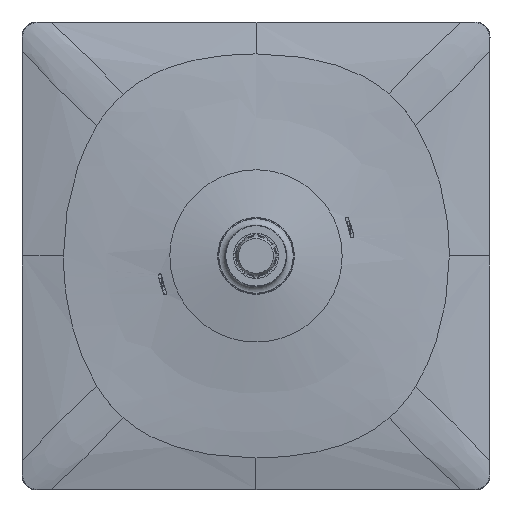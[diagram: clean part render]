
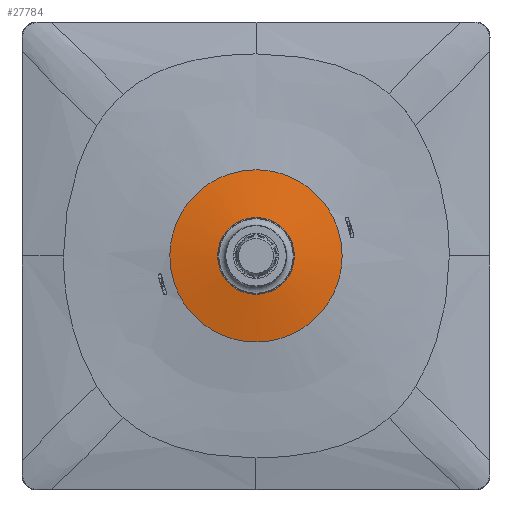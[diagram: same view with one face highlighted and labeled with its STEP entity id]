
A CAD part, top view. The second image highlights one B-rep face of the part: STEP entity #27784.
In plain terms, the highlighted toroidal (fillet/blend) face has major radius 7.875 mm and minor radius 289.337 mm.
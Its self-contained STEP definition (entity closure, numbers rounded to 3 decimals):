
#18=DEGENERATE_TOROIDAL_SURFACE('',#31480,7.875,289.337,
 .F.);
#5363=B_SPLINE_CURVE_WITH_KNOTS('',3,(#97338,#97339,#97340,#97341,#97342,
#97343,#97344),.UNSPECIFIED.,.F.,.F.,(4,1,1,1,4),(0.,0.25,0.5,0.75,1.),
 .UNSPECIFIED.);
#5364=B_SPLINE_CURVE_WITH_KNOTS('',3,(#97347,#97348,#97349,#97350,#97351,
#97352,#97353,#97354,#97355,#97356,#97357),.UNSPECIFIED.,.F.,.F.,(4,1,1,
1,1,1,1,1,4),(0.,0.125,0.25,0.375,0.5,0.625,0.75,0.875,1.),
 .UNSPECIFIED.);
#5365=B_SPLINE_CURVE_WITH_KNOTS('',3,(#97359,#97360,#97361,#97362,#97363,
#97364,#97365),.UNSPECIFIED.,.F.,.F.,(4,1,1,1,4),(0.,0.25,0.5,0.75,1.),
 .UNSPECIFIED.);
#12374=ORIENTED_EDGE('',*,*,#17125,.T.);
#12375=ORIENTED_EDGE('',*,*,#17126,.T.);
#12376=ORIENTED_EDGE('',*,*,#17127,.T.);
#12377=ORIENTED_EDGE('',*,*,#17128,.T.);
#17125=EDGE_CURVE('',#21481,#21481,#22236,.F.);
#17126=EDGE_CURVE('',#21482,#21483,#5363,.T.);
#17127=EDGE_CURVE('',#21483,#21484,#5364,.T.);
#17128=EDGE_CURVE('',#21484,#21482,#5365,.T.);
#21481=VERTEX_POINT('',#97336);
#21482=VERTEX_POINT('',#97345);
#21483=VERTEX_POINT('',#97346);
#21484=VERTEX_POINT('',#97358);
#22236=CIRCLE('',#31479,25.425);
#24461=EDGE_LOOP('',(#12374));
#24462=EDGE_LOOP('',(#12375,#12376,#12377));
#26711=FACE_BOUND('',#24461,.T.);
#26712=FACE_BOUND('',#24462,.T.);
#27784=ADVANCED_FACE('',(#26711,#26712),#18,.F.);
#31479=AXIS2_PLACEMENT_3D('',#97335,#35961,#35962);
#31480=AXIS2_PLACEMENT_3D('',#97337,#35963,#35964);
#35961=DIRECTION('',(0.,0.,1.));
#35962=DIRECTION('',(1.,0.,0.));
#35963=DIRECTION('',(0.,0.,1.));
#35964=DIRECTION('',(0.,-1.,0.));
#97335=CARTESIAN_POINT('',(0.,0.002,31.552));
#97336=CARTESIAN_POINT('',(25.425,0.002,31.552));
#97337=CARTESIAN_POINT('',(0.,0.002,-255.862));
#97338=CARTESIAN_POINT('',(0.002,57.048,26.097));
#97339=CARTESIAN_POINT('',(-7.466,57.048,26.097));
#97340=CARTESIAN_POINT('',(-22.397,54.078,26.097));
#97341=CARTESIAN_POINT('',(-41.388,41.39,26.097));
#97342=CARTESIAN_POINT('',(-54.077,22.4,26.097));
#97343=CARTESIAN_POINT('',(-57.047,7.468,26.097));
#97344=CARTESIAN_POINT('',(-57.047,0.,26.097));
#97345=CARTESIAN_POINT('',(0.002,57.047,26.096));
#97346=CARTESIAN_POINT('',(-57.046,0.,26.096));
#97347=CARTESIAN_POINT('',(-57.047,0.,26.097));
#97348=CARTESIAN_POINT('',(-57.046,-7.467,26.097));
#97349=CARTESIAN_POINT('',(-54.076,-22.398,26.097));
#97350=CARTESIAN_POINT('',(-41.387,-41.387,26.097));
#97351=CARTESIAN_POINT('',(-22.399,-54.075,26.097));
#97352=CARTESIAN_POINT('',(0.,-58.53,26.097));
#97353=CARTESIAN_POINT('',(22.399,-54.074,26.097));
#97354=CARTESIAN_POINT('',(41.387,-41.387,26.097));
#97355=CARTESIAN_POINT('',(54.075,-22.398,26.097));
#97356=CARTESIAN_POINT('',(57.046,-7.467,26.097));
#97357=CARTESIAN_POINT('',(57.046,0.,26.097));
#97358=CARTESIAN_POINT('',(57.046,0.,26.096));
#97359=CARTESIAN_POINT('',(57.046,0.,26.097));
#97360=CARTESIAN_POINT('',(57.046,7.467,26.097));
#97361=CARTESIAN_POINT('',(54.077,22.399,26.097));
#97362=CARTESIAN_POINT('',(41.389,41.388,26.097));
#97363=CARTESIAN_POINT('',(22.4,54.077,26.097));
#97364=CARTESIAN_POINT('',(7.469,57.047,26.097));
#97365=CARTESIAN_POINT('',(0.002,57.048,26.097));
